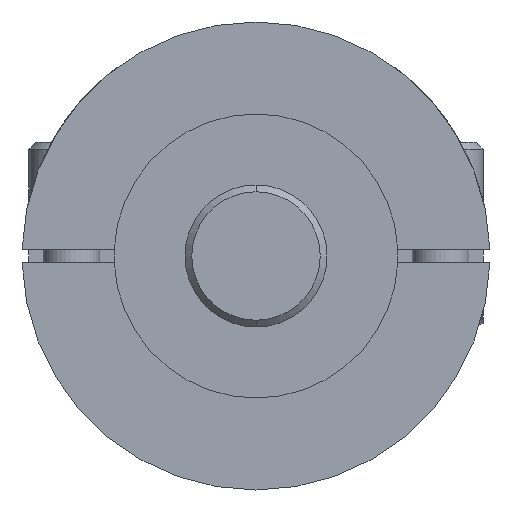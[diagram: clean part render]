
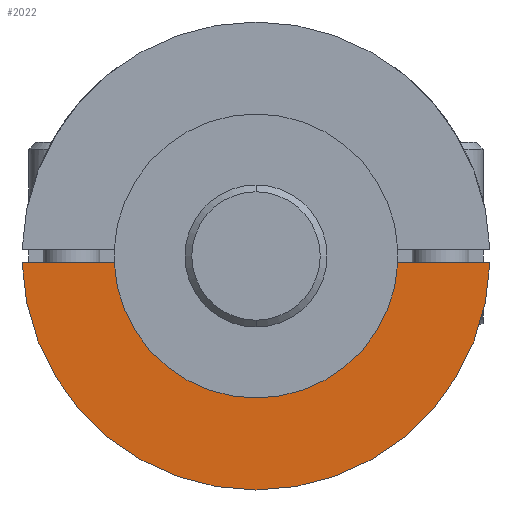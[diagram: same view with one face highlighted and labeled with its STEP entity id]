
A CAD part, front view. The second image highlights one B-rep face of the part: STEP entity #2022.
In plain terms, the highlighted planar face has unit normal (0, -1, 0).
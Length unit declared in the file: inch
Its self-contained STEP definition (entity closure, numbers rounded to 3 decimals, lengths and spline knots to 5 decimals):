
#620=DIRECTION('',(1.,0.,0.));
#621=VECTOR('',#620,0.40528);
#622=CARTESIAN_POINT('',(0.62428,-0.25,-0.03));
#623=LINE('',#622,#621);
#624=CARTESIAN_POINT('',(0.,-0.25,0.));
#625=DIRECTION('',(0.,1.,0.));
#626=DIRECTION('',(1.,0.,-0.029));
#627=AXIS2_PLACEMENT_3D('',#624,#625,#626);
#629=DIRECTION('',(1.,0.,0.));
#630=VECTOR('',#629,0.40528);
#631=CARTESIAN_POINT('',(-1.02956,-0.25,-0.03));
#632=LINE('',#631,#630);
#633=CARTESIAN_POINT('',(0.,-0.25,0.));
#634=DIRECTION('',(0.,-1.,0.));
#635=DIRECTION('',(-0.999,0.,-0.048));
#636=AXIS2_PLACEMENT_3D('',#633,#634,#635);
#1080=CARTESIAN_POINT('',(0.62428,-0.25,-0.03));
#1081=CARTESIAN_POINT('',(1.02956,-0.25,-0.03));
#1082=VERTEX_POINT('',#1080);
#1083=VERTEX_POINT('',#1081);
#1084=CARTESIAN_POINT('',(-1.02956,-0.25,-0.03));
#1085=VERTEX_POINT('',#1084);
#1086=CARTESIAN_POINT('',(-0.62428,-0.25,-0.03));
#1087=VERTEX_POINT('',#1086);
#2009=CARTESIAN_POINT('',(0.,-0.25,0.));
#2010=DIRECTION('',(0.,1.,0.));
#2011=DIRECTION('',(1.,0.,0.));
#2012=AXIS2_PLACEMENT_3D('',#2009,#2010,#2011);
#2013=PLANE('',#2012);
#2014=ORIENTED_EDGE('',*,*,#1505,.T.);
#2016=ORIENTED_EDGE('',*,*,#2015,.T.);
#2017=ORIENTED_EDGE('',*,*,#1912,.T.);
#2019=ORIENTED_EDGE('',*,*,#2018,.T.);
#2020=EDGE_LOOP('',(#2014,#2016,#2017,#2019));
#2021=FACE_OUTER_BOUND('',#2020,.F.);
#2022=ADVANCED_FACE('',(#2021),#2013,.F.);
#628=CIRCLE('',#627,1.03);
#637=CIRCLE('',#636,0.625);
#1505=EDGE_CURVE('',#1082,#1083,#623,.T.);
#1912=EDGE_CURVE('',#1085,#1087,#632,.T.);
#2015=EDGE_CURVE('',#1083,#1085,#628,.T.);
#2018=EDGE_CURVE('',#1087,#1082,#637,.T.);
